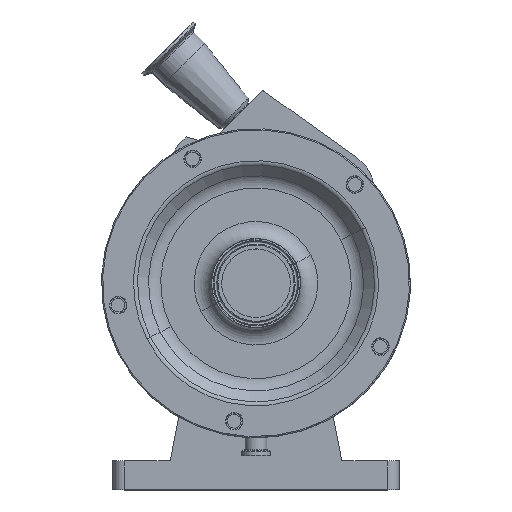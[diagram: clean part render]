
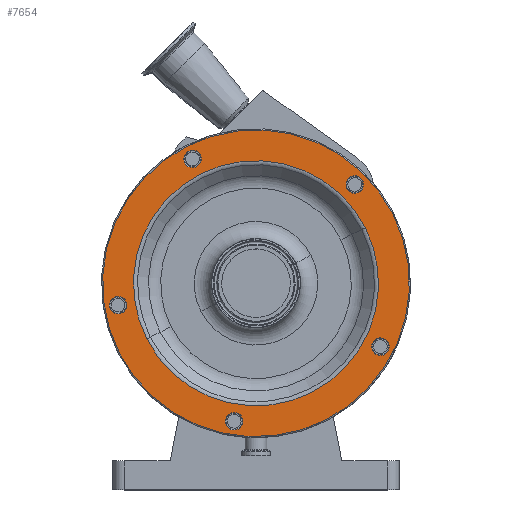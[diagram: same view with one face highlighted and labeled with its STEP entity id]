
A CAD part, top view. The second image highlights one B-rep face of the part: STEP entity #7654.
In plain terms, the highlighted planar face has unit normal (0, 0, 1).
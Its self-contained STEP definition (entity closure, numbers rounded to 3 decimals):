
#150 = CARTESIAN_POINT ( 'NONE',  ( 119.395, 60.835, 209.5 ) ) ;
#161 = DIRECTION ( 'NONE',  ( -0.891, -0.454, 0. ) ) ;
#237 = AXIS2_PLACEMENT_3D ( 'NONE', #3346, #4054, #5699 ) ;
#239 = VERTEX_POINT ( 'NONE', #2034 ) ;
#287 = ORIENTED_EDGE ( 'NONE', *, *, #3606, .T. ) ;
#472 = CARTESIAN_POINT ( 'NONE',  ( -120.498, -19.085, 209.5 ) ) ;
#590 = CIRCLE ( 'NONE', #2795, 7.644 ) ;
#698 = FACE_BOUND ( 'NONE', #932, .T. ) ;
#814 = VERTEX_POINT ( 'NONE', #7423 ) ;
#932 = EDGE_LOOP ( 'NONE', ( #8646, #287 ) ) ;
#964 = DIRECTION ( 'NONE',  ( 0., 0., -1. ) ) ;
#1001 = EDGE_CURVE ( 'NONE', #7932, #2874, #2343, .T. ) ;
#1064 = CARTESIAN_POINT ( 'NONE',  ( 0., 0., 209.5 ) ) ;
#1175 = CIRCLE ( 'NONE', #10013, 7.644 ) ;
#1235 = EDGE_LOOP ( 'NONE', ( #3325, #1509 ) ) ;
#1264 = EDGE_LOOP ( 'NONE', ( #6476, #1707 ) ) ;
#1393 = CARTESIAN_POINT ( 'NONE',  ( -12.274, -117.028, 209.5 ) ) ;
#1454 = CIRCLE ( 'NONE', #5370, 7.644 ) ;
#1508 = FACE_BOUND ( 'NONE', #9022, .T. ) ;
#1509 = ORIENTED_EDGE ( 'NONE', *, *, #3980, .T. ) ;
#1560 = DIRECTION ( 'NONE',  ( -0.891, -0.454, 0. ) ) ;
#1707 = ORIENTED_EDGE ( 'NONE', *, *, #2679, .T. ) ;
#1733 = EDGE_CURVE ( 'NONE', #3531, #2899, #1936, .T. ) ;
#1742 = CARTESIAN_POINT ( 'NONE',  ( -95.401, -48.609, 209.5 ) ) ;
#1932 = EDGE_CURVE ( 'NONE', #2899, #3531, #2617, .T. ) ;
#1936 = CIRCLE ( 'NONE', #9921, 134. ) ;
#2034 = CARTESIAN_POINT ( 'NONE',  ( 93.078, 89.737, 209.5 ) ) ;
#2265 = CARTESIAN_POINT ( 'NONE',  ( -55.387, 108.703, 209.5 ) ) ;
#2343 = CIRCLE ( 'NONE', #8274, 7.644 ) ;
#2617 = CIRCLE ( 'NONE', #5855, 134. ) ;
#2621 = DIRECTION ( 'NONE',  ( 0., 0., -1. ) ) ;
#2679 = EDGE_CURVE ( 'NONE', #814, #8041, #7564, .T. ) ;
#2762 = CARTESIAN_POINT ( 'NONE',  ( 115.513, -51.917, 209.5 ) ) ;
#2795 = AXIS2_PLACEMENT_3D ( 'NONE', #3657, #6908, #3714 ) ;
#2874 = VERTEX_POINT ( 'NONE', #4961 ) ;
#2899 = VERTEX_POINT ( 'NONE', #150 ) ;
#3256 = DIRECTION ( 'NONE',  ( -0.891, -0.454, 0. ) ) ;
#3314 = CIRCLE ( 'NONE', #237, 7.644 ) ;
#3325 = ORIENTED_EDGE ( 'NONE', *, *, #9000, .T. ) ;
#3346 = CARTESIAN_POINT ( 'NONE',  ( 86.267, 86.267, 209.5 ) ) ;
#3364 = CARTESIAN_POINT ( 'NONE',  ( 0., 0., 209.5 ) ) ;
#3481 = AXIS2_PLACEMENT_3D ( 'NONE', #9154, #2621, #5080 ) ;
#3531 = VERTEX_POINT ( 'NONE', #4973 ) ;
#3606 = EDGE_CURVE ( 'NONE', #7844, #8986, #1454, .T. ) ;
#3657 = CARTESIAN_POINT ( 'NONE',  ( 108.703, -55.387, 209.5 ) ) ;
#3714 = DIRECTION ( 'NONE',  ( -0.891, -0.454, 0. ) ) ;
#3808 = CARTESIAN_POINT ( 'NONE',  ( 95.401, 48.609, 209.5 ) ) ;
#3922 = ORIENTED_EDGE ( 'NONE', *, *, #8578, .T. ) ;
#3945 = DIRECTION ( 'NONE',  ( 0., 0., -1. ) ) ;
#3980 = EDGE_CURVE ( 'NONE', #5520, #8325, #590, .T. ) ;
#4054 = DIRECTION ( 'NONE',  ( 0., 0., -1. ) ) ;
#4167 = CARTESIAN_POINT ( 'NONE',  ( -127.309, -22.555, 209.5 ) ) ;
#4302 = AXIS2_PLACEMENT_3D ( 'NONE', #3364, #6470, #8898 ) ;
#4373 = CARTESIAN_POINT ( 'NONE',  ( 86.267, 86.267, 209.5 ) ) ;
#4378 = DIRECTION ( 'NONE',  ( -0.891, -0.454, 0. ) ) ;
#4565 = DIRECTION ( 'NONE',  ( -0.891, -0.454, 0. ) ) ;
#4755 = DIRECTION ( 'NONE',  ( -0.891, -0.454, 0. ) ) ;
#4758 = FACE_BOUND ( 'NONE', #5956, .T. ) ;
#4946 = AXIS2_PLACEMENT_3D ( 'NONE', #9694, #9735, #4755 ) ;
#4961 = CARTESIAN_POINT ( 'NONE',  ( -48.576, 112.173, 209.5 ) ) ;
#4972 = CARTESIAN_POINT ( 'NONE',  ( -113.687, -15.615, 209.5 ) ) ;
#4973 = CARTESIAN_POINT ( 'NONE',  ( -119.395, -60.835, 209.5 ) ) ;
#5080 = DIRECTION ( 'NONE',  ( -0.891, -0.454, 0. ) ) ;
#5111 = CIRCLE ( 'NONE', #4946, 7.644 ) ;
#5195 = CARTESIAN_POINT ( 'NONE',  ( -55.387, 108.703, 209.5 ) ) ;
#5370 = AXIS2_PLACEMENT_3D ( 'NONE', #472, #6760, #4378 ) ;
#5381 = DIRECTION ( 'NONE',  ( 0., 0., -1. ) ) ;
#5520 = VERTEX_POINT ( 'NONE', #8111 ) ;
#5554 = FACE_BOUND ( 'NONE', #8173, .T. ) ;
#5633 = VERTEX_POINT ( 'NONE', #1742 ) ;
#5699 = DIRECTION ( 'NONE',  ( -0.891, -0.454, 0. ) ) ;
#5736 = ORIENTED_EDGE ( 'NONE', *, *, #7156, .T. ) ;
#5839 = DIRECTION ( 'NONE',  ( -0.891, -0.454, 0. ) ) ;
#5853 = EDGE_CURVE ( 'NONE', #8986, #7844, #1175, .T. ) ;
#5855 = AXIS2_PLACEMENT_3D ( 'NONE', #10394, #6409, #3256 ) ;
#5956 = EDGE_LOOP ( 'NONE', ( #8861, #5736 ) ) ;
#6003 = CIRCLE ( 'NONE', #4302, 107.071 ) ;
#6032 = CARTESIAN_POINT ( 'NONE',  ( -62.197, 105.233, 209.5 ) ) ;
#6050 = DIRECTION ( 'NONE',  ( 0., 0., -1. ) ) ;
#6075 = DIRECTION ( 'NONE',  ( -0.891, -0.454, 0. ) ) ;
#6209 = AXIS2_PLACEMENT_3D ( 'NONE', #4373, #5381, #6075 ) ;
#6358 = DIRECTION ( 'NONE',  ( -0.891, -0.454, 0. ) ) ;
#6409 = DIRECTION ( 'NONE',  ( 0., 0., -1. ) ) ;
#6435 = EDGE_CURVE ( 'NONE', #8041, #814, #5111, .T. ) ;
#6470 = DIRECTION ( 'NONE',  ( 0., 0., -1. ) ) ;
#6476 = ORIENTED_EDGE ( 'NONE', *, *, #6435, .T. ) ;
#6488 = ORIENTED_EDGE ( 'NONE', *, *, #1001, .T. ) ;
#6622 = EDGE_CURVE ( 'NONE', #2874, #7932, #8857, .T. ) ;
#6760 = DIRECTION ( 'NONE',  ( 0., 0., -1. ) ) ;
#6908 = DIRECTION ( 'NONE',  ( 0., 0., -1. ) ) ;
#6980 = CARTESIAN_POINT ( 'NONE',  ( -19.085, -120.498, 209.5 ) ) ;
#6983 = AXIS2_PLACEMENT_3D ( 'NONE', #2265, #8693, #4565 ) ;
#6992 = ORIENTED_EDGE ( 'NONE', *, *, #1932, .F. ) ;
#7039 = CARTESIAN_POINT ( 'NONE',  ( -120.498, -19.085, 209.5 ) ) ;
#7041 = CARTESIAN_POINT ( 'NONE',  ( 0., 0., 209.5 ) ) ;
#7156 = EDGE_CURVE ( 'NONE', #8805, #5633, #7690, .T. ) ;
#7183 = PLANE ( 'NONE',  #7695 ) ;
#7201 = EDGE_CURVE ( 'NONE', #5633, #8805, #6003, .T. ) ;
#7401 = AXIS2_PLACEMENT_3D ( 'NONE', #6980, #7878, #1560 ) ;
#7423 = CARTESIAN_POINT ( 'NONE',  ( -25.896, -123.968, 209.5 ) ) ;
#7564 = CIRCLE ( 'NONE', #7401, 7.644 ) ;
#7654 = ADVANCED_FACE ( 'NONE', ( #1508, #9646, #10442, #698, #5554, #8789, #4758 ), #7183, .F. ) ;
#7690 = CIRCLE ( 'NONE', #10251, 107.071 ) ;
#7695 = AXIS2_PLACEMENT_3D ( 'NONE', #7983, #3945, #9758 ) ;
#7788 = DIRECTION ( 'NONE',  ( 0., 0., -1. ) ) ;
#7844 = VERTEX_POINT ( 'NONE', #4167 ) ;
#7878 = DIRECTION ( 'NONE',  ( 0., 0., -1. ) ) ;
#7932 = VERTEX_POINT ( 'NONE', #6032 ) ;
#7983 = CARTESIAN_POINT ( 'NONE',  ( -60.835, 119.395, 209.5 ) ) ;
#8041 = VERTEX_POINT ( 'NONE', #1393 ) ;
#8111 = CARTESIAN_POINT ( 'NONE',  ( 101.892, -58.857, 209.5 ) ) ;
#8173 = EDGE_LOOP ( 'NONE', ( #9150, #6488 ) ) ;
#8201 = ORIENTED_EDGE ( 'NONE', *, *, #1733, .F. ) ;
#8274 = AXIS2_PLACEMENT_3D ( 'NONE', #5195, #6050, #5839 ) ;
#8325 = VERTEX_POINT ( 'NONE', #2762 ) ;
#8328 = EDGE_CURVE ( 'NONE', #239, #9435, #9931, .T. ) ;
#8401 = CARTESIAN_POINT ( 'NONE',  ( 79.456, 82.797, 209.5 ) ) ;
#8483 = EDGE_LOOP ( 'NONE', ( #8201, #6992 ) ) ;
#8578 = EDGE_CURVE ( 'NONE', #9435, #239, #3314, .T. ) ;
#8646 = ORIENTED_EDGE ( 'NONE', *, *, #5853, .T. ) ;
#8693 = DIRECTION ( 'NONE',  ( 0., 0., -1. ) ) ;
#8789 = FACE_OUTER_BOUND ( 'NONE', #8483, .T. ) ;
#8805 = VERTEX_POINT ( 'NONE', #3808 ) ;
#8857 = CIRCLE ( 'NONE', #6983, 7.644 ) ;
#8861 = ORIENTED_EDGE ( 'NONE', *, *, #7201, .T. ) ;
#8898 = DIRECTION ( 'NONE',  ( -0.891, -0.454, 0. ) ) ;
#8986 = VERTEX_POINT ( 'NONE', #4972 ) ;
#9000 = EDGE_CURVE ( 'NONE', #8325, #5520, #10477, .T. ) ;
#9022 = EDGE_LOOP ( 'NONE', ( #9432, #3922 ) ) ;
#9150 = ORIENTED_EDGE ( 'NONE', *, *, #6622, .T. ) ;
#9154 = CARTESIAN_POINT ( 'NONE',  ( 108.703, -55.387, 209.5 ) ) ;
#9428 = DIRECTION ( 'NONE',  ( -0.891, -0.454, 0. ) ) ;
#9432 = ORIENTED_EDGE ( 'NONE', *, *, #8328, .T. ) ;
#9435 = VERTEX_POINT ( 'NONE', #8401 ) ;
#9646 = FACE_BOUND ( 'NONE', #1235, .T. ) ;
#9694 = CARTESIAN_POINT ( 'NONE',  ( -19.085, -120.498, 209.5 ) ) ;
#9735 = DIRECTION ( 'NONE',  ( 0., 0., -1. ) ) ;
#9758 = DIRECTION ( 'NONE',  ( -0.891, -0.454, 0. ) ) ;
#9921 = AXIS2_PLACEMENT_3D ( 'NONE', #1064, #964, #161 ) ;
#9931 = CIRCLE ( 'NONE', #6209, 7.644 ) ;
#10013 = AXIS2_PLACEMENT_3D ( 'NONE', #7039, #7788, #9428 ) ;
#10251 = AXIS2_PLACEMENT_3D ( 'NONE', #7041, #10295, #6358 ) ;
#10295 = DIRECTION ( 'NONE',  ( 0., 0., -1. ) ) ;
#10394 = CARTESIAN_POINT ( 'NONE',  ( 0., 0., 209.5 ) ) ;
#10442 = FACE_BOUND ( 'NONE', #1264, .T. ) ;
#10477 = CIRCLE ( 'NONE', #3481, 7.644 ) ;
